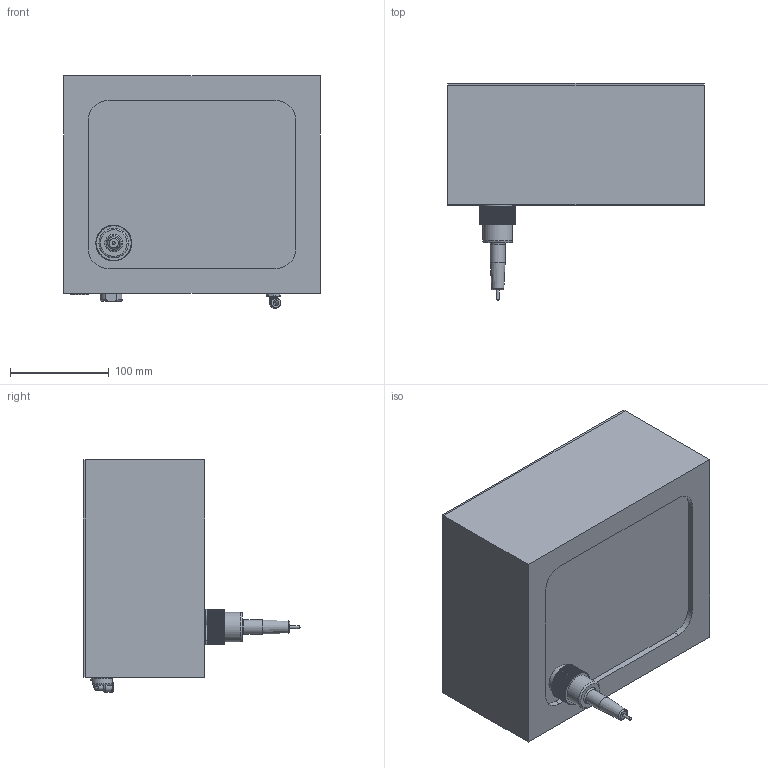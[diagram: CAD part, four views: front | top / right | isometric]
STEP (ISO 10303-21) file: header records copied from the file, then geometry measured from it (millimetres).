
FILE_DESCRIPTION(/* description */ ('STAMPER HEAD,MARKFIRST 120160'),/* implementation_level */ '2;1');
FILE_NAME(/* name */ 'ADP120160 DOT3.stp',/* time_stamp */ '2015-03-06T10:17:10-05:00',/* author */ ('pks'),/* organization */ (''),/* preprocessor_version */ 'ST-DEVELOPER v15.6',/* originating_system */ 'Autodesk Inventor 2015',/* authorisation */ '');
FILE_SCHEMA (('AUTOMOTIVE_DESIGN { 1 0 10303 214 3 1 1 }'));
Length unit declared in the file: inch
Products named in the file (4): M3M30-001; VEBL4-512G; DOT3; ADP120160 DOT3
Assembly tree (3 placements, depth 2):
  ADP120160 DOT3
    M3M30-001
    VEBL4-512G
    DOT3
Bounding box: 260 x 219.69 x 235 mm (x, y, z)
Volume: 6859084.2 mm3; surface area: 367677.6 mm2
Topology: 4 solids, 4 shells, 443 faces, 1232 edges, 832 vertices
Faces by surface type: plane 261, cylinder 143, cone 25, torus 12, sphere 2
Full cylindrical faces by diameter (mm): 2.997 x1, 3.595 x1, 5 x4, 6 x1, 6.6 x4, 7.189 x1, 7.35 x2, 8.4 x1, 8.56 x1, 8.986 x1, 9.753 x1, 10.29 x1, 10.5 x1, 11.213 x1, 14.986 x1, 15.543 x1, 16.1 x1, 18.034 x1, 29.972 x2, 32.434 x1
Entity records: 14271 total; most frequent: CARTESIAN_POINT 2782, DIRECTION 2340, ORIENTED_EDGE 2290, EDGE_CURVE 1145, LINE 798, VECTOR 798, VERTEX_POINT 783, AXIS2_PLACEMENT_3D 771
